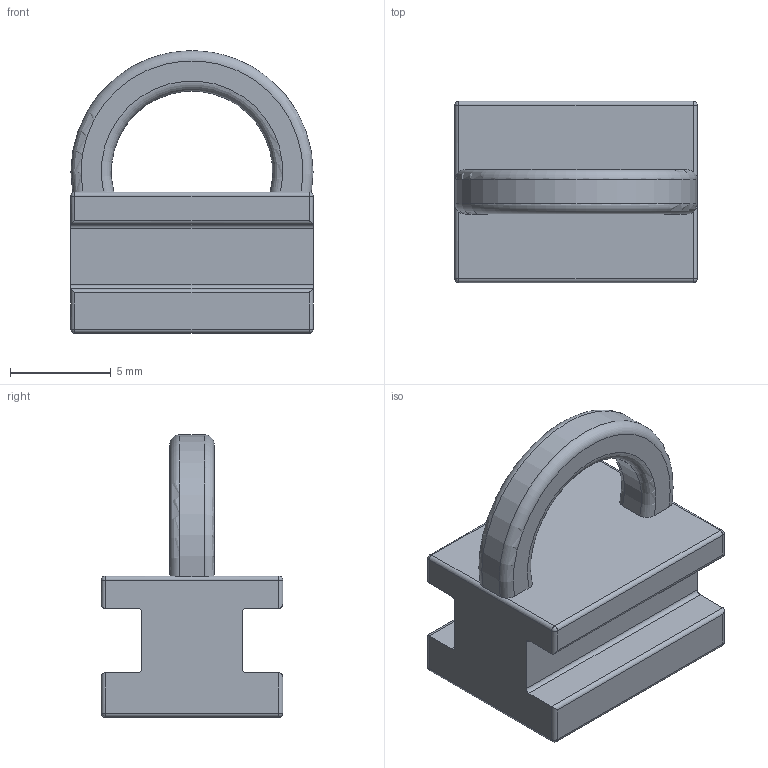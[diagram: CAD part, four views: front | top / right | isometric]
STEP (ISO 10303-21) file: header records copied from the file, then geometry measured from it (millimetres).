
FILE_DESCRIPTION(('Open CASCADE Model'),'2;1');
FILE_NAME('Open CASCADE Shape Model','2025-11-03T08:07:05',('Author'),( 'Open CASCADE'),'Open CASCADE STEP processor 7.8','build123d', 'Unknown');
FILE_SCHEMA(('AUTOMOTIVE_DESIGN { 1 0 10303 214 1 1 1 1 }'));
Length unit declared in the file: millimetre
Products named in the file (1): SOLID
Bounding box: 12 x 9 x 14 mm (x, y, z)
Volume: 675.7 mm3; surface area: 688.8 mm2
Topology: 1 solids, 1 shells, 54 faces, 138 edges, 76 vertices
Faces by surface type: cylinder 26, plane 16, sphere 8, torus 4
Entity records: 3877 total; most frequent: CARTESIAN_POINT 1369, DIRECTION 441, ORIENTED_EDGE 260, PCURVE 260, DEFINITIONAL_REPRESENTATION 260, LINE 230, VECTOR 230, EDGE_CURVE 130
